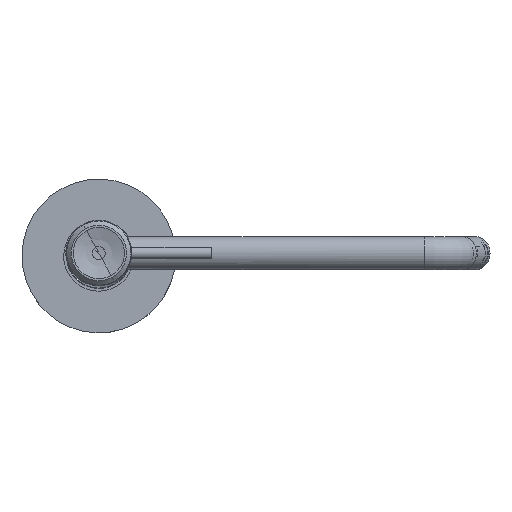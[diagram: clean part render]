
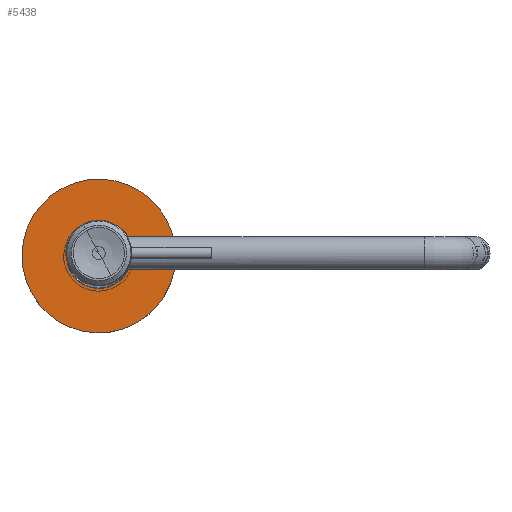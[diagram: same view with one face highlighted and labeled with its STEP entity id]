
A CAD part, top view. The second image highlights one B-rep face of the part: STEP entity #5438.
In plain terms, the highlighted planar face has unit normal (0, 0, 1).
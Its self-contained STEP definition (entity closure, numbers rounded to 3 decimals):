
#5113=CARTESIAN_POINT('Vertex',(24.451,-44.757,-761.5)) ;
#5116=CARTESIAN_POINT('Axis2P3D Location',(0.,0.,-761.5)) ;
#5120=CARTESIAN_POINT('Vertex',(-24.451,44.757,-761.5)) ;
#5142=CARTESIAN_POINT('Axis2P3D Location',(0.,0.,-761.5)) ;
#5411=CARTESIAN_POINT('Axis2P3D Location',(0.,51.,-761.5)) ;
#5420=CARTESIAN_POINT('Axis2P3D Location',(0.,0.,-761.5)) ;
#5424=CARTESIAN_POINT('Vertex',(-10.332,18.912,-761.5)) ;
#5426=CARTESIAN_POINT('Vertex',(10.332,-18.912,-761.5)) ;
#5429=CARTESIAN_POINT('Axis2P3D Location',(0.,0.,-761.5)) ;
#5117=DIRECTION('Axis2P3D Direction',(0.,0.,1.)) ;
#5143=DIRECTION('Axis2P3D Direction',(0.,0.,1.)) ;
#5412=DIRECTION('Axis2P3D Direction',(0.,0.,1.)) ;
#5413=DIRECTION('Axis2P3D XDirection',(1.,0.,0.)) ;
#5421=DIRECTION('Axis2P3D Direction',(0.,0.,1.)) ;
#5430=DIRECTION('Axis2P3D Direction',(0.,0.,1.)) ;
#5118=AXIS2_PLACEMENT_3D('Circle Axis2P3D',#5116,#5117,$) ;
#5144=AXIS2_PLACEMENT_3D('Circle Axis2P3D',#5142,#5143,$) ;
#5414=AXIS2_PLACEMENT_3D('Plane Axis2P3D',#5411,#5412,#5413) ;
#5422=AXIS2_PLACEMENT_3D('Circle Axis2P3D',#5420,#5421,$) ;
#5431=AXIS2_PLACEMENT_3D('Circle Axis2P3D',#5429,#5430,$) ;
#5119=CIRCLE('generated circle',#5118,51.) ;
#5145=CIRCLE('generated circle',#5144,51.) ;
#5423=CIRCLE('generated circle',#5422,21.55) ;
#5432=CIRCLE('generated circle',#5431,21.55) ;
#5415=PLANE('',#5414) ;
#5437=FACE_BOUND('',#5434,.T.) ;
#5122=EDGE_CURVE('',#5121,#5114,#5119,.T.) ;
#5146=EDGE_CURVE('',#5114,#5121,#5145,.T.) ;
#5428=EDGE_CURVE('',#5425,#5427,#5423,.T.) ;
#5433=EDGE_CURVE('',#5427,#5425,#5432,.T.) ;
#5417=ORIENTED_EDGE('',*,*,#5146,.T.) ;
#5418=ORIENTED_EDGE('',*,*,#5122,.T.) ;
#5435=ORIENTED_EDGE('',*,*,#5428,.F.) ;
#5436=ORIENTED_EDGE('',*,*,#5433,.F.) ;
#5416=EDGE_LOOP('',(#5417,#5418)) ;
#5434=EDGE_LOOP('',(#5435,#5436)) ;
#5114=VERTEX_POINT('',#5113) ;
#5121=VERTEX_POINT('',#5120) ;
#5425=VERTEX_POINT('',#5424) ;
#5427=VERTEX_POINT('',#5426) ;
#5438=ADVANCED_FACE('PR0440.201_AllCATPart.1\\P45251.1\\PartBody',(#5419,#5437),#5415,.T.) ;
#5419=FACE_OUTER_BOUND('',#5416,.T.) ;
